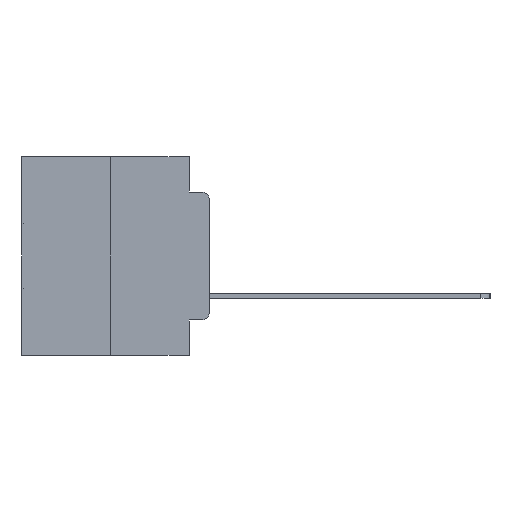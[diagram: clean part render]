
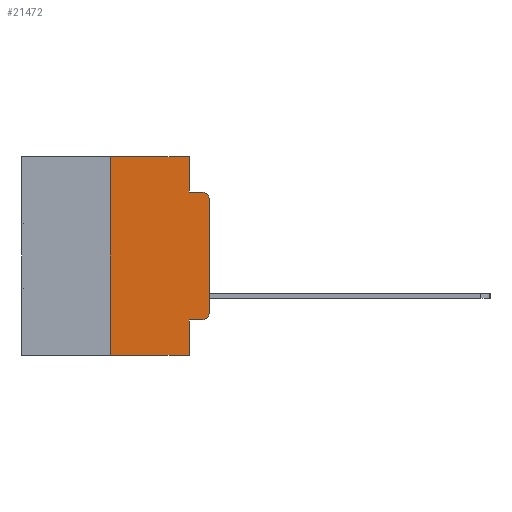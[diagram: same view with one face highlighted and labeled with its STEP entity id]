
A CAD part, left-side view. The second image highlights one B-rep face of the part: STEP entity #21472.
In plain terms, the highlighted planar face has unit normal (-1, 0, 0).
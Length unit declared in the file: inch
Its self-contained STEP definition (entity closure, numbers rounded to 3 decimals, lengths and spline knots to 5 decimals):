
#497 = AXIS2_PLACEMENT_3D ( 'NONE', #25286, #11733, #27560 ) ;
#686 = CARTESIAN_POINT ( 'NONE',  ( 0., 0.25, 0. ) ) ;
#1079 = VERTEX_POINT ( 'NONE', #686 ) ;
#1137 = DIRECTION ( 'NONE',  ( 0., 0., 1. ) ) ;
#2066 = DIRECTION ( 'NONE',  ( 0., -1., 0. ) ) ;
#2174 = CARTESIAN_POINT ( 'NONE',  ( 0., 0.051, -0.0885 ) ) ;
#2417 = DIRECTION ( 'NONE',  ( 0., -1., 0. ) ) ;
#3504 = DIRECTION ( 'NONE',  ( -1., 0., 0. ) ) ;
#3638 = VECTOR ( 'NONE', #2066, 39.37008 ) ;
#3770 = CARTESIAN_POINT ( 'NONE',  ( 0., 0.051, 0. ) ) ;
#3875 = DIRECTION ( 'NONE',  ( 0., 0., -1. ) ) ;
#3883 = CARTESIAN_POINT ( 'NONE',  ( 0., 0.25, -0.5 ) ) ;
#3908 = ORIENTED_EDGE ( 'NONE', *, *, #7276, .T. ) ;
#4853 = ORIENTED_EDGE ( 'NONE', *, *, #28739, .T. ) ;
#6114 = LINE ( 'NONE', #7911, #22897 ) ;
#6328 = CARTESIAN_POINT ( 'NONE',  ( 0., 0., -0.1085 ) ) ;
#6836 = VERTEX_POINT ( 'NONE', #27673 ) ;
#7276 = EDGE_CURVE ( 'NONE', #14812, #25112, #12770, .T. ) ;
#7911 = CARTESIAN_POINT ( 'NONE',  ( 0., 0.473, 0. ) ) ;
#8947 = VECTOR ( 'NONE', #2417, 39.37008 ) ;
#9014 = ORIENTED_EDGE ( 'NONE', *, *, #12090, .F. ) ;
#9015 = EDGE_CURVE ( 'NONE', #6836, #26278, #23953, .T. ) ;
#9154 = VERTEX_POINT ( 'NONE', #6328 ) ;
#9239 = CARTESIAN_POINT ( 'NONE',  ( 0., 0.473, -0.5 ) ) ;
#9250 = CARTESIAN_POINT ( 'NONE',  ( 0., 0., -0.3915 ) ) ;
#10217 = DIRECTION ( 'NONE',  ( 0., -1., 0. ) ) ;
#10243 = DIRECTION ( 'NONE',  ( 0., 0., 1. ) ) ;
#10378 = CARTESIAN_POINT ( 'NONE',  ( 0., 0.25, 0. ) ) ;
#10522 = LINE ( 'NONE', #2174, #3638 ) ;
#10538 = EDGE_CURVE ( 'NONE', #28948, #6836, #14331, .T. ) ;
#10694 = ORIENTED_EDGE ( 'NONE', *, *, #19752, .F. ) ;
#11124 = FACE_OUTER_BOUND ( 'NONE', #23162, .T. ) ;
#11733 = DIRECTION ( 'NONE',  ( -1., 0., 0. ) ) ;
#12090 = EDGE_CURVE ( 'NONE', #28948, #25112, #13556, .T. ) ;
#12406 = VERTEX_POINT ( 'NONE', #29144 ) ;
#12770 = LINE ( 'NONE', #9239, #18124 ) ;
#13296 = ORIENTED_EDGE ( 'NONE', *, *, #9015, .T. ) ;
#13356 = VERTEX_POINT ( 'NONE', #23687 ) ;
#13556 = LINE ( 'NONE', #19112, #24847 ) ;
#13928 = CARTESIAN_POINT ( 'NONE',  ( 0., 0.051, -0.4115 ) ) ;
#14331 = LINE ( 'NONE', #13928, #8947 ) ;
#14812 = VERTEX_POINT ( 'NONE', #3883 ) ;
#15187 = DIRECTION ( 'NONE',  ( 0., 0., -1. ) ) ;
#15864 = AXIS2_PLACEMENT_3D ( 'NONE', #17373, #28650, #15187 ) ;
#15941 = VECTOR ( 'NONE', #1137, 39.37008 ) ;
#16905 = DIRECTION ( 'NONE',  ( 0., 0., -1. ) ) ;
#16942 = VECTOR ( 'NONE', #3875, 39.37008 ) ;
#17065 = CARTESIAN_POINT ( 'NONE',  ( 0., 0., 0. ) ) ;
#17316 = CARTESIAN_POINT ( 'NONE',  ( 0., 0.02, -0.3915 ) ) ;
#17368 = LINE ( 'NONE', #10378, #15941 ) ;
#17373 = CARTESIAN_POINT ( 'NONE',  ( 0., 0.473, 0. ) ) ;
#17653 = LINE ( 'NONE', #3770, #16942 ) ;
#17957 = ORIENTED_EDGE ( 'NONE', *, *, #18231, .F. ) ;
#18032 = VERTEX_POINT ( 'NONE', #23277 ) ;
#18124 = VECTOR ( 'NONE', #20617, 39.37008 ) ;
#18231 = EDGE_CURVE ( 'NONE', #14812, #1079, #17368, .T. ) ;
#19001 = LINE ( 'NONE', #17065, #28785 ) ;
#19112 = CARTESIAN_POINT ( 'NONE',  ( 0., 0.051, 0. ) ) ;
#19599 = DIRECTION ( 'NONE',  ( 0., 0., -1. ) ) ;
#19713 = ORIENTED_EDGE ( 'NONE', *, *, #10538, .T. ) ;
#19752 = EDGE_CURVE ( 'NONE', #13356, #12406, #17653, .T. ) ;
#20617 = DIRECTION ( 'NONE',  ( 0., -1., 0. ) ) ;
#21472 = ADVANCED_FACE ( 'NONE', ( #11124 ), #21894, .F. ) ;
#21894 = PLANE ( 'NONE',  #15864 ) ;
#22897 = VECTOR ( 'NONE', #10217, 39.37008 ) ;
#23162 = EDGE_LOOP ( 'NONE', ( #4853, #27313, #26274, #10694, #26304, #17957, #3908, #9014, #19713, #13296 ) ) ;
#23277 = CARTESIAN_POINT ( 'NONE',  ( 0., 0.02, -0.0885 ) ) ;
#23687 = CARTESIAN_POINT ( 'NONE',  ( 0., 0.051, 0. ) ) ;
#23824 = AXIS2_PLACEMENT_3D ( 'NONE', #17316, #3504, #19599 ) ;
#23953 = CIRCLE ( 'NONE', #23824, 0.02 ) ;
#24580 = CARTESIAN_POINT ( 'NONE',  ( 0., 0.051, -0.4115 ) ) ;
#24847 = VECTOR ( 'NONE', #16905, 39.37008 ) ;
#25112 = VERTEX_POINT ( 'NONE', #27237 ) ;
#25286 = CARTESIAN_POINT ( 'NONE',  ( 0., 0.02, -0.1085 ) ) ;
#25727 = EDGE_CURVE ( 'NONE', #12406, #18032, #10522, .T. ) ;
#26274 = ORIENTED_EDGE ( 'NONE', *, *, #25727, .F. ) ;
#26278 = VERTEX_POINT ( 'NONE', #9250 ) ;
#26304 = ORIENTED_EDGE ( 'NONE', *, *, #27453, .F. ) ;
#27228 = EDGE_CURVE ( 'NONE', #9154, #18032, #29220, .T. ) ;
#27237 = CARTESIAN_POINT ( 'NONE',  ( 0., 0.051, -0.5 ) ) ;
#27313 = ORIENTED_EDGE ( 'NONE', *, *, #27228, .T. ) ;
#27453 = EDGE_CURVE ( 'NONE', #1079, #13356, #6114, .T. ) ;
#27560 = DIRECTION ( 'NONE',  ( 0., 0., -1. ) ) ;
#27673 = CARTESIAN_POINT ( 'NONE',  ( 0., 0.02, -0.4115 ) ) ;
#28650 = DIRECTION ( 'NONE',  ( 1., 0., 0. ) ) ;
#28739 = EDGE_CURVE ( 'NONE', #26278, #9154, #19001, .T. ) ;
#28785 = VECTOR ( 'NONE', #10243, 39.37008 ) ;
#28948 = VERTEX_POINT ( 'NONE', #24580 ) ;
#29144 = CARTESIAN_POINT ( 'NONE',  ( 0., 0.051, -0.0885 ) ) ;
#29220 = CIRCLE ( 'NONE', #497, 0.02 ) ;
